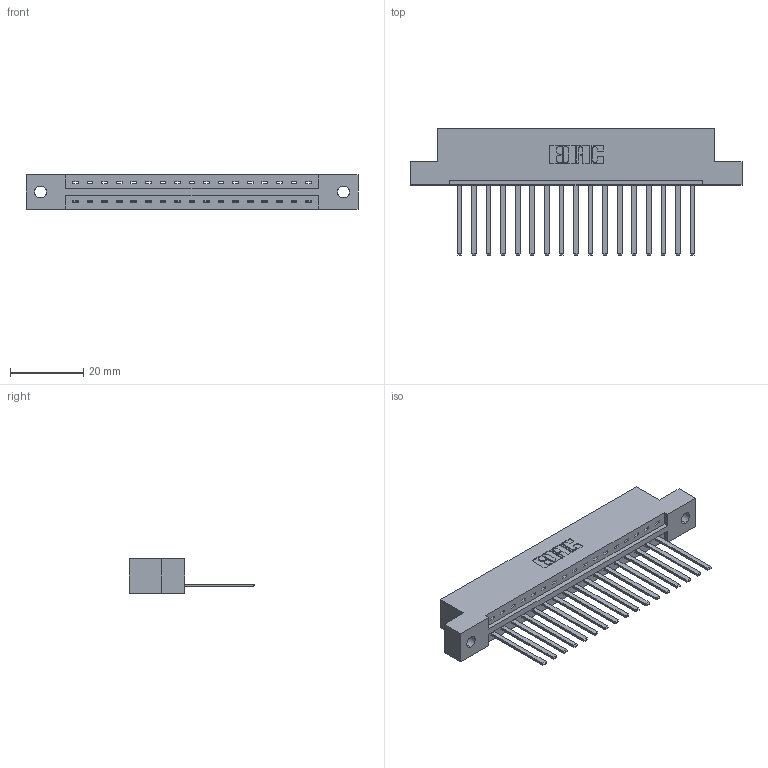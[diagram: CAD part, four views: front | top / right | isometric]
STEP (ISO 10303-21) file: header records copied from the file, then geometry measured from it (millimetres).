
FILE_DESCRIPTION (( 'STEP AP203' ), '1' );
FILE_NAME ('337-017-544-102.STEP', '2019-09-28T19:11:38', ( '' ), ( '' ), 'SwSTEP 2.0', 'SolidWorks 2016', '' );
FILE_SCHEMA (( 'CONFIG_CONTROL_DESIGN' ));
Length unit declared in the file: inch
Products named in the file (3): 337 Part_Flush Mounting Lugs - 0.128 Dia; 337-017-544-102; 345-292-001_345-293-144
Assembly tree (18 placements, depth 2):
  337-017-544-102
    337 Part_Flush Mounting Lugs - 0.128 Dia
    345-292-001_345-293-144  x17
Bounding box: 90.37 x 34.3 x 9.4 mm (x, y, z)
Volume: 9240.1 mm3; surface area: 9787.4 mm2
Topology: 18 solids, 18 shells, 1066 faces, 3201 edges, 2110 vertices
Faces by surface type: plane 784, cylinder 282
Entity records: 15689 total; most frequent: CARTESIAN_POINT 2737, ORIENTED_EDGE 2690, DIRECTION 2351, EDGE_CURVE 1345, LINE 1221, VECTOR 1221, VERTEX_POINT 894, AXIS2_PLACEMENT_3D 565
